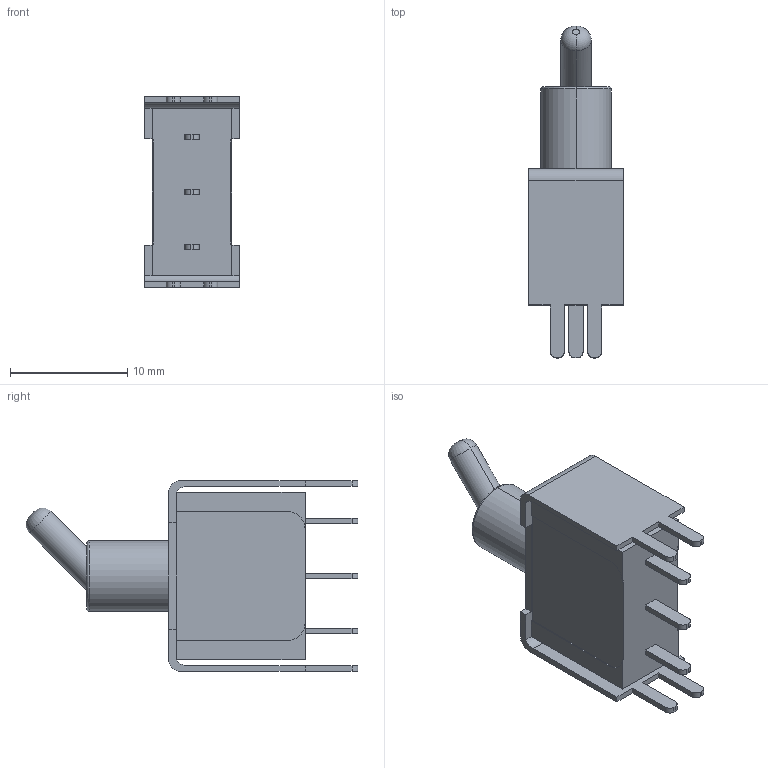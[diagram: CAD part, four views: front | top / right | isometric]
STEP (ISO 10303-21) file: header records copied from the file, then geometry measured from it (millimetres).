
FILE_DESCRIPTION (( 'STEP AP214' ), '1' );
FILE_NAME ('Ðû÷àæíûé ïåðåêëþ÷àòåëü 1MS1T2B4VS2RES.STEP', '2020-06-02T11:07:19', ( '' ), ( '' ), 'SwSTEP 2.0', 'SolidWorks 2014', '' );
FILE_SCHEMA (( 'AUTOMOTIVE_DESIGN' ));
Length unit declared in the file: millimetre
Products named in the file (1): Ðû÷àæíûé ïåðåêëþ÷àòåëü 1MS1T2B4VS2RES
Bounding box: 8.1 x 28.32 x 16.3 mm (x, y, z)
Volume: 1409.3 mm3; surface area: 1487.7 mm2
Topology: 2 solids, 2 shells, 100 faces, 265 edges, 174 vertices
Faces by surface type: plane 68, cylinder 28, torus 4
Entity records: 3438 total; most frequent: CARTESIAN_POINT 552, ORIENTED_EDGE 530, DIRECTION 525, EDGE_CURVE 265, LINE 199, VECTOR 199, VERTEX_POINT 174, AXIS2_PLACEMENT_3D 163
